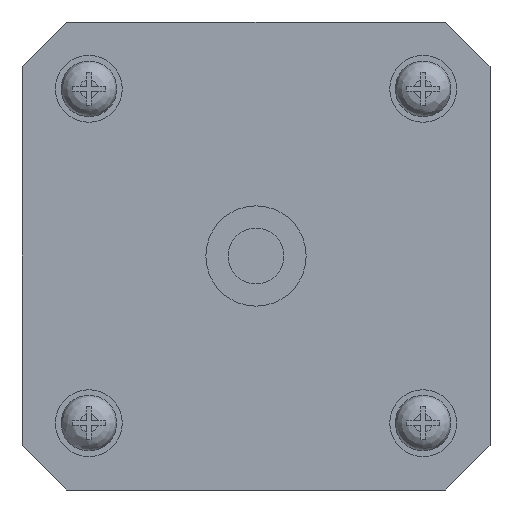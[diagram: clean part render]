
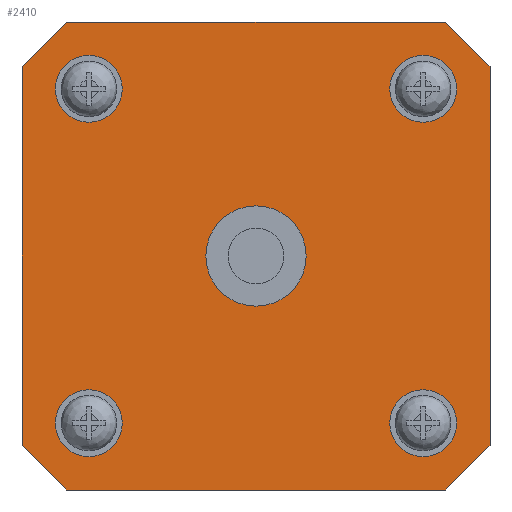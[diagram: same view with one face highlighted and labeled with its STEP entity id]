
A CAD part, front view. The second image highlights one B-rep face of the part: STEP entity #2410.
In plain terms, the highlighted planar face has unit normal (0, -1, 0).
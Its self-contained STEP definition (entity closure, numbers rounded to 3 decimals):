
#83=FACE_BOUND('',#417,.T.);
#84=FACE_BOUND('',#418,.T.);
#85=FACE_BOUND('',#419,.T.);
#86=FACE_BOUND('',#420,.T.);
#87=FACE_BOUND('',#421,.T.);
#185=CIRCLE('',#2600,4.5);
#187=CIRCLE('',#2603,3.);
#189=CIRCLE('',#2606,3.);
#191=CIRCLE('',#2609,3.);
#193=CIRCLE('',#2612,3.);
#269=FACE_OUTER_BOUND('',#416,.T.);
#416=EDGE_LOOP('',(#1896,#1897,#1898,#1899,#1900,#1901,#1902,#1903));
#417=EDGE_LOOP('',(#1904));
#418=EDGE_LOOP('',(#1905));
#419=EDGE_LOOP('',(#1906));
#420=EDGE_LOOP('',(#1907));
#421=EDGE_LOOP('',(#1908));
#591=LINE('',#4164,#816);
#595=LINE('',#4173,#820);
#601=LINE('',#4186,#826);
#603=LINE('',#4191,#828);
#611=LINE('',#4203,#836);
#612=LINE('',#4204,#837);
#613=LINE('',#4205,#838);
#614=LINE('',#4206,#839);
#816=VECTOR('',#3064,1000.);
#820=VECTOR('',#3070,1000.);
#826=VECTOR('',#3078,1000.);
#828=VECTOR('',#3082,1000.);
#836=VECTOR('',#3094,1000.);
#837=VECTOR('',#3095,1000.);
#838=VECTOR('',#3096,1000.);
#839=VECTOR('',#3097,1000.);
#1085=VERTEX_POINT('',#4082);
#1087=VERTEX_POINT('',#4088);
#1089=VERTEX_POINT('',#4094);
#1091=VERTEX_POINT('',#4100);
#1093=VERTEX_POINT('',#4106);
#1107=VERTEX_POINT('',#4162);
#1108=VERTEX_POINT('',#4163);
#1111=VERTEX_POINT('',#4171);
#1112=VERTEX_POINT('',#4172);
#1117=VERTEX_POINT('',#4183);
#1118=VERTEX_POINT('',#4185);
#1119=VERTEX_POINT('',#4189);
#1120=VERTEX_POINT('',#4190);
#1358=EDGE_CURVE('',#1085,#1085,#185,.T.);
#1361=EDGE_CURVE('',#1087,#1087,#187,.T.);
#1364=EDGE_CURVE('',#1089,#1089,#189,.T.);
#1367=EDGE_CURVE('',#1091,#1091,#191,.T.);
#1370=EDGE_CURVE('',#1093,#1093,#193,.T.);
#1397=EDGE_CURVE('',#1107,#1108,#591,.T.);
#1401=EDGE_CURVE('',#1111,#1112,#595,.T.);
#1407=EDGE_CURVE('',#1117,#1118,#601,.T.);
#1409=EDGE_CURVE('',#1119,#1120,#603,.T.);
#1417=EDGE_CURVE('',#1117,#1112,#611,.T.);
#1418=EDGE_CURVE('',#1111,#1108,#612,.T.);
#1419=EDGE_CURVE('',#1107,#1120,#613,.T.);
#1420=EDGE_CURVE('',#1119,#1118,#614,.T.);
#1896=ORIENTED_EDGE('',*,*,#1407,.F.);
#1897=ORIENTED_EDGE('',*,*,#1417,.T.);
#1898=ORIENTED_EDGE('',*,*,#1401,.F.);
#1899=ORIENTED_EDGE('',*,*,#1418,.T.);
#1900=ORIENTED_EDGE('',*,*,#1397,.F.);
#1901=ORIENTED_EDGE('',*,*,#1419,.T.);
#1902=ORIENTED_EDGE('',*,*,#1409,.F.);
#1903=ORIENTED_EDGE('',*,*,#1420,.T.);
#1904=ORIENTED_EDGE('',*,*,#1358,.F.);
#1905=ORIENTED_EDGE('',*,*,#1361,.F.);
#1906=ORIENTED_EDGE('',*,*,#1364,.F.);
#1907=ORIENTED_EDGE('',*,*,#1367,.F.);
#1908=ORIENTED_EDGE('',*,*,#1370,.F.);
#2269=PLANE('',#2631);
#2410=ADVANCED_FACE('',(#269,#83,#84,#85,#86,#87),#2269,.T.);
#2600=AXIS2_PLACEMENT_3D('',#4084,#2980,#2981);
#2603=AXIS2_PLACEMENT_3D('',#4090,#2987,#2988);
#2606=AXIS2_PLACEMENT_3D('',#4096,#2994,#2995);
#2609=AXIS2_PLACEMENT_3D('',#4102,#3001,#3002);
#2612=AXIS2_PLACEMENT_3D('',#4108,#3008,#3009);
#2631=AXIS2_PLACEMENT_3D('',#4202,#3092,#3093);
#2980=DIRECTION('center_axis',(0.,-1.,0.));
#2981=DIRECTION('ref_axis',(0.,0.,-1.));
#2987=DIRECTION('center_axis',(0.,-1.,0.));
#2988=DIRECTION('ref_axis',(0.,0.,-1.));
#2994=DIRECTION('center_axis',(0.,-1.,0.));
#2995=DIRECTION('ref_axis',(0.,0.,-1.));
#3001=DIRECTION('center_axis',(0.,-1.,0.));
#3002=DIRECTION('ref_axis',(0.,0.,-1.));
#3008=DIRECTION('center_axis',(0.,-1.,0.));
#3009=DIRECTION('ref_axis',(0.,0.,-1.));
#3064=DIRECTION('',(0.,0.,-1.));
#3070=DIRECTION('',(-1.,0.,0.));
#3078=DIRECTION('',(0.,0.,1.));
#3082=DIRECTION('',(1.,0.,0.));
#3092=DIRECTION('center_axis',(0.,-1.,0.));
#3093=DIRECTION('ref_axis',(0.,0.,-1.));
#3094=DIRECTION('',(0.707,0.,-0.707));
#3095=DIRECTION('',(0.707,0.,0.707));
#3096=DIRECTION('',(-0.707,0.,0.707));
#3097=DIRECTION('',(-0.707,0.,-0.707));
#4082=CARTESIAN_POINT('',(0.,0.,4.5));
#4084=CARTESIAN_POINT('Origin',(0.,0.,0.));
#4088=CARTESIAN_POINT('',(-15.,0.,-12.));
#4090=CARTESIAN_POINT('Origin',(-15.,0.,-15.));
#4094=CARTESIAN_POINT('',(15.,0.,-12.));
#4096=CARTESIAN_POINT('Origin',(15.,0.,-15.));
#4100=CARTESIAN_POINT('',(15.,0.,18.));
#4102=CARTESIAN_POINT('Origin',(15.,0.,15.));
#4106=CARTESIAN_POINT('',(-15.,0.,18.));
#4108=CARTESIAN_POINT('Origin',(-15.,0.,15.));
#4162=CARTESIAN_POINT('',(21.,0.,17.));
#4163=CARTESIAN_POINT('',(21.,0.,-17.));
#4164=CARTESIAN_POINT('',(21.,0.,21.));
#4171=CARTESIAN_POINT('',(17.,0.,-21.));
#4172=CARTESIAN_POINT('',(-17.,0.,-21.));
#4173=CARTESIAN_POINT('',(-21.,0.,-21.));
#4183=CARTESIAN_POINT('',(-21.,0.,-17.));
#4185=CARTESIAN_POINT('',(-21.,0.,17.));
#4186=CARTESIAN_POINT('',(-21.,0.,21.));
#4189=CARTESIAN_POINT('',(-17.,0.,21.));
#4190=CARTESIAN_POINT('',(17.,0.,21.));
#4191=CARTESIAN_POINT('',(-21.,0.,21.));
#4202=CARTESIAN_POINT('Origin',(0.,0.,0.));
#4203=CARTESIAN_POINT('',(-19.,0.,-19.));
#4204=CARTESIAN_POINT('',(19.,0.,-19.));
#4205=CARTESIAN_POINT('',(19.,0.,19.));
#4206=CARTESIAN_POINT('',(-19.,0.,19.));
